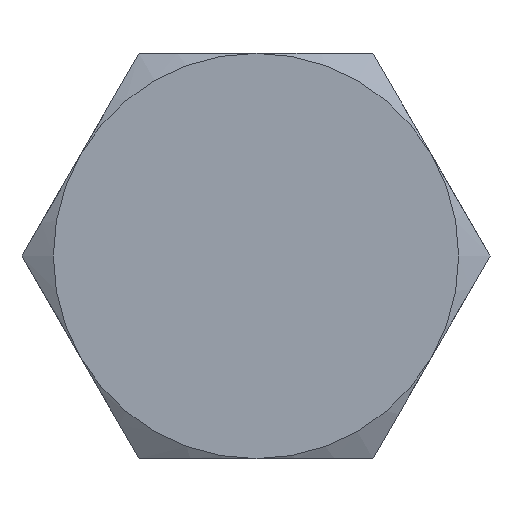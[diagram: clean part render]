
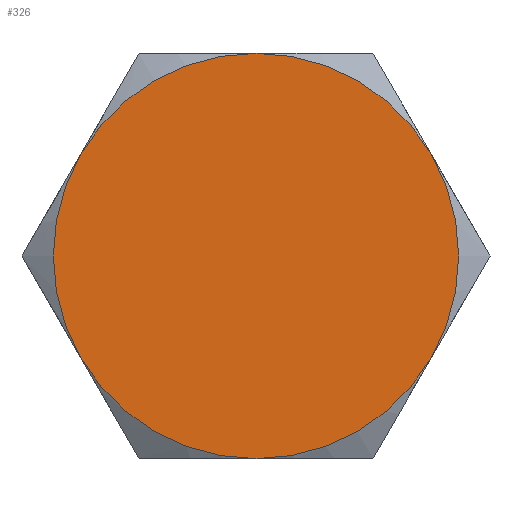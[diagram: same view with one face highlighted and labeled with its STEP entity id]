
A CAD part, left-side view. The second image highlights one B-rep face of the part: STEP entity #326.
In plain terms, the highlighted planar face has unit normal (-1, 0, 0).
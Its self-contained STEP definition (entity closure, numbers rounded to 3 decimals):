
#8 = DIRECTION ( 'NONE',  ( 0., 0., -1. ) ) ;
#25 = AXIS2_PLACEMENT_3D ( 'NONE', #714, #367, #63 ) ;
#28 = DIRECTION ( 'NONE',  ( 0., 0., -1. ) ) ;
#29 = CIRCLE ( 'NONE', #534, 6.5 ) ;
#32 = ORIENTED_EDGE ( 'NONE', *, *, #220, .F. ) ;
#51 = CARTESIAN_POINT ( 'NONE',  ( 0., 0., 0. ) ) ;
#63 = DIRECTION ( 'NONE',  ( 0., 0., -1. ) ) ;
#72 = ORIENTED_EDGE ( 'NONE', *, *, #438, .F. ) ;
#140 = CARTESIAN_POINT ( 'NONE',  ( 0., 0., -6.5 ) ) ;
#168 = EDGE_CURVE ( 'NONE', #380, #654, #206, .T. ) ;
#172 = DIRECTION ( 'NONE',  ( 0., 0., -1. ) ) ;
#177 = DIRECTION ( 'NONE',  ( 1., 0., 0. ) ) ;
#194 = DIRECTION ( 'NONE',  ( 1., 0., 0. ) ) ;
#198 = ORIENTED_EDGE ( 'NONE', *, *, #491, .F. ) ;
#206 = CIRCLE ( 'NONE', #25, 6.5 ) ;
#212 = DIRECTION ( 'NONE',  ( 1., 0., 0. ) ) ;
#214 = FACE_OUTER_BOUND ( 'NONE', #424, .T. ) ;
#220 = EDGE_CURVE ( 'NONE', #422, #599, #667, .T. ) ;
#241 = CIRCLE ( 'NONE', #338, 6.5 ) ;
#252 = CARTESIAN_POINT ( 'NONE',  ( 0., 7.506, 0. ) ) ;
#254 = CARTESIAN_POINT ( 'NONE',  ( 0., 0., 6.5 ) ) ;
#261 = ORIENTED_EDGE ( 'NONE', *, *, #562, .T. ) ;
#265 = CARTESIAN_POINT ( 'NONE',  ( 0., 5.629, -3.25 ) ) ;
#301 = VERTEX_POINT ( 'NONE', #409 ) ;
#309 = CIRCLE ( 'NONE', #481, 6.5 ) ;
#323 = DIRECTION ( 'NONE',  ( 0., 0., -1. ) ) ;
#326 = ADVANCED_FACE ( 'NONE', ( #214 ), #658, .F. ) ;
#338 = AXIS2_PLACEMENT_3D ( 'NONE', #668, #731, #28 ) ;
#351 = CARTESIAN_POINT ( 'NONE',  ( 0., -5.629, 3.25 ) ) ;
#359 = CARTESIAN_POINT ( 'NONE',  ( 0., 0., 0. ) ) ;
#360 = DIRECTION ( 'NONE',  ( 1., 0., 0. ) ) ;
#367 = DIRECTION ( 'NONE',  ( 1., 0., 0. ) ) ;
#380 = VERTEX_POINT ( 'NONE', #254 ) ;
#388 = ORIENTED_EDGE ( 'NONE', *, *, #168, .F. ) ;
#400 = AXIS2_PLACEMENT_3D ( 'NONE', #359, #360, #8 ) ;
#409 = CARTESIAN_POINT ( 'NONE',  ( 0., -5.629, -3.25 ) ) ;
#422 = VERTEX_POINT ( 'NONE', #265 ) ;
#424 = EDGE_LOOP ( 'NONE', ( #72, #198, #616, #388, #261, #32 ) ) ;
#438 = EDGE_CURVE ( 'NONE', #527, #422, #29, .T. ) ;
#479 = CIRCLE ( 'NONE', #631, 6.5 ) ;
#481 = AXIS2_PLACEMENT_3D ( 'NONE', #567, #690, #571 ) ;
#491 = EDGE_CURVE ( 'NONE', #301, #527, #241, .T. ) ;
#527 = VERTEX_POINT ( 'NONE', #140 ) ;
#534 = AXIS2_PLACEMENT_3D ( 'NONE', #677, #212, #323 ) ;
#562 = EDGE_CURVE ( 'NONE', #380, #599, #309, .T. ) ;
#567 = CARTESIAN_POINT ( 'NONE',  ( 0., 0., 0. ) ) ;
#571 = DIRECTION ( 'NONE',  ( 0., 0., 1. ) ) ;
#599 = VERTEX_POINT ( 'NONE', #682 ) ;
#616 = ORIENTED_EDGE ( 'NONE', *, *, #647, .F. ) ;
#631 = AXIS2_PLACEMENT_3D ( 'NONE', #51, #177, #172 ) ;
#647 = EDGE_CURVE ( 'NONE', #654, #301, #479, .T. ) ;
#654 = VERTEX_POINT ( 'NONE', #351 ) ;
#655 = DIRECTION ( 'NONE',  ( 0., 0., -1. ) ) ;
#658 = PLANE ( 'NONE',  #662 ) ;
#662 = AXIS2_PLACEMENT_3D ( 'NONE', #252, #194, #655 ) ;
#667 = CIRCLE ( 'NONE', #400, 6.5 ) ;
#668 = CARTESIAN_POINT ( 'NONE',  ( 0., 0., 0. ) ) ;
#677 = CARTESIAN_POINT ( 'NONE',  ( 0., 0., 0. ) ) ;
#682 = CARTESIAN_POINT ( 'NONE',  ( 0., 5.629, 3.25 ) ) ;
#690 = DIRECTION ( 'NONE',  ( -1., 0., 0. ) ) ;
#714 = CARTESIAN_POINT ( 'NONE',  ( 0., 0., 0. ) ) ;
#731 = DIRECTION ( 'NONE',  ( 1., 0., 0. ) ) ;
